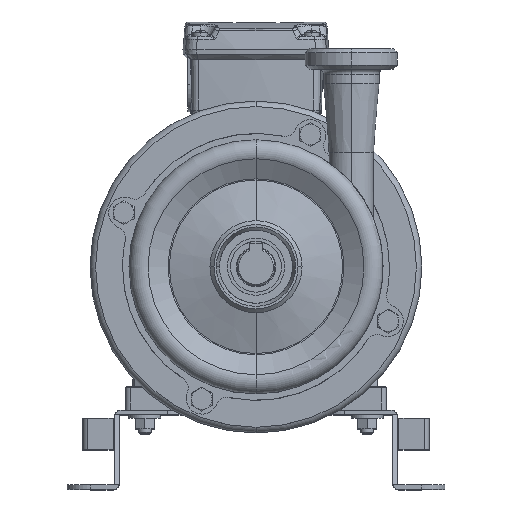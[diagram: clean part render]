
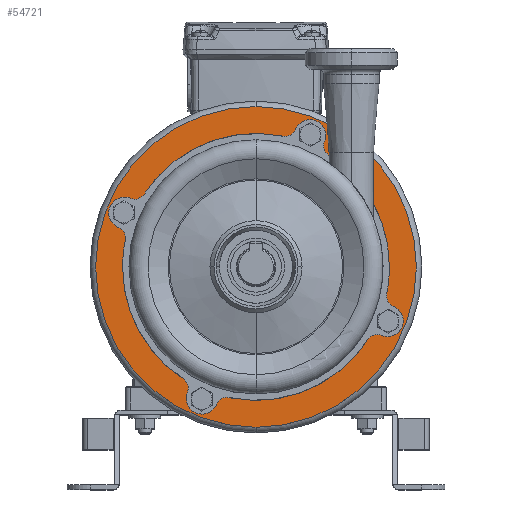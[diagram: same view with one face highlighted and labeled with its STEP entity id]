
A CAD part, top view. The second image highlights one B-rep face of the part: STEP entity #54721.
In plain terms, the highlighted planar face has unit normal (0, 0, 1).
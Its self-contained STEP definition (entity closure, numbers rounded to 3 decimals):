
#1060 = AXIS2_PLACEMENT_3D ( 'NONE', #40263, #3225, #46529 ) ;
#1259 = DIRECTION ( 'NONE',  ( 0., 0., 1. ) ) ;
#2298 = AXIS2_PLACEMENT_3D ( 'NONE', #41854, #4791, #48087 ) ;
#3225 = DIRECTION ( 'NONE',  ( 0., 0., 1. ) ) ;
#3627 = ORIENTED_EDGE ( 'NONE', *, *, #7854, .F. ) ;
#4791 = DIRECTION ( 'NONE',  ( 0., 0., 1. ) ) ;
#5365 = CARTESIAN_POINT ( 'NONE',  ( 34.151, 83.269, 7.2 ) ) ;
#6483 = AXIS2_PLACEMENT_3D ( 'NONE', #34175, #77406, #40374 ) ;
#6793 = CARTESIAN_POINT ( 'NONE',  ( 83.269, -34.151, 7.2 ) ) ;
#6815 = ORIENTED_EDGE ( 'NONE', *, *, #42915, .F. ) ;
#7844 = CARTESIAN_POINT ( 'NONE',  ( 0., 0., 7.2 ) ) ;
#7854 = EDGE_CURVE ( 'NONE', #70560, #63912, #33915, .T. ) ;
#9014 = DIRECTION ( 'NONE',  ( 0., 0., 1. ) ) ;
#9276 = EDGE_CURVE ( 'NONE', #22879, #32922, #63724, .T. ) ;
#10284 = CARTESIAN_POINT ( 'NONE',  ( 83.5, 0., 7.2 ) ) ;
#10637 = ORIENTED_EDGE ( 'NONE', *, *, #54360, .F. ) ;
#11255 = PLANE ( 'NONE',  #25411 ) ;
#11472 = EDGE_LOOP ( 'NONE', ( #6815, #40283 ) ) ;
#11609 = DIRECTION ( 'NONE',  ( 1., 0., 0. ) ) ;
#11676 = CARTESIAN_POINT ( 'NONE',  ( 78.269, -34.151, 7.2 ) ) ;
#13027 = DIRECTION ( 'NONE',  ( 1., 0., 0. ) ) ;
#13763 = DIRECTION ( 'NONE',  ( 0., 0., 1. ) ) ;
#13884 = AXIS2_PLACEMENT_3D ( 'NONE', #64392, #27343, #70594 ) ;
#14084 = DIRECTION ( 'NONE',  ( 1., 0., 0. ) ) ;
#14166 = ORIENTED_EDGE ( 'NONE', *, *, #35442, .F. ) ;
#16482 = AXIS2_PLACEMENT_3D ( 'NONE', #5365, #48674, #11609 ) ;
#18604 = AXIS2_PLACEMENT_3D ( 'NONE', #46104, #9014, #52319 ) ;
#19554 = DIRECTION ( 'NONE',  ( 0., 0., 1. ) ) ;
#22228 = FACE_BOUND ( 'NONE', #25935, .T. ) ;
#22879 = VERTEX_POINT ( 'NONE', #65326 ) ;
#23685 = DIRECTION ( 'NONE',  ( 0., 0., 1. ) ) ;
#24471 = CARTESIAN_POINT ( 'NONE',  ( -78.269, 34.151, 7.2 ) ) ;
#24878 = VERTEX_POINT ( 'NONE', #10284 ) ;
#25411 = AXIS2_PLACEMENT_3D ( 'NONE', #60732, #23685, #66952 ) ;
#25746 = AXIS2_PLACEMENT_3D ( 'NONE', #7844, #51152, #14084 ) ;
#25935 = EDGE_LOOP ( 'NONE', ( #61816, #49783 ) ) ;
#26661 = CIRCLE ( 'NONE', #42096, 5. ) ;
#26725 = AXIS2_PLACEMENT_3D ( 'NONE', #38286, #1259, #44535 ) ;
#27343 = DIRECTION ( 'NONE',  ( 0., 0., 1. ) ) ;
#27871 = AXIS2_PLACEMENT_3D ( 'NONE', #36859, #80141, #43086 ) ;
#28278 = EDGE_LOOP ( 'NONE', ( #49906, #14166 ) ) ;
#29973 = ORIENTED_EDGE ( 'NONE', *, *, #44027, .F. ) ;
#31590 = CARTESIAN_POINT ( 'NONE',  ( -88.269, 34.151, 7.2 ) ) ;
#32922 = VERTEX_POINT ( 'NONE', #55849 ) ;
#33346 = VERTEX_POINT ( 'NONE', #11676 ) ;
#33442 = EDGE_CURVE ( 'NONE', #77649, #33346, #26661, .T. ) ;
#33915 = CIRCLE ( 'NONE', #18604, 5. ) ;
#34175 = CARTESIAN_POINT ( 'NONE',  ( 0., 0., 7.2 ) ) ;
#35223 = EDGE_CURVE ( 'NONE', #75586, #24878, #67603, .T. ) ;
#35442 = EDGE_CURVE ( 'NONE', #44425, #57140, #64672, .T. ) ;
#36717 = FACE_OUTER_BOUND ( 'NONE', #37601, .T. ) ;
#36859 = CARTESIAN_POINT ( 'NONE',  ( 83.269, -34.151, 7.2 ) ) ;
#37601 = EDGE_LOOP ( 'NONE', ( #49164, #50963 ) ) ;
#38286 = CARTESIAN_POINT ( 'NONE',  ( 34.151, 83.269, 7.2 ) ) ;
#38695 = FACE_BOUND ( 'NONE', #43264, .T. ) ;
#39144 = CARTESIAN_POINT ( 'NONE',  ( -29.151, -83.269, 7.2 ) ) ;
#40263 = CARTESIAN_POINT ( 'NONE',  ( 0., 0., 7.2 ) ) ;
#40283 = ORIENTED_EDGE ( 'NONE', *, *, #35223, .F. ) ;
#40374 = DIRECTION ( 'NONE',  ( 1., 0., 0. ) ) ;
#40692 = CIRCLE ( 'NONE', #6483, 83.5 ) ;
#41854 = CARTESIAN_POINT ( 'NONE',  ( 0., 0., 7.2 ) ) ;
#42096 = AXIS2_PLACEMENT_3D ( 'NONE', #6793, #50110, #13027 ) ;
#42902 = AXIS2_PLACEMENT_3D ( 'NONE', #56610, #19554, #62787 ) ;
#42915 = EDGE_CURVE ( 'NONE', #24878, #75586, #40692, .T. ) ;
#43086 = DIRECTION ( 'NONE',  ( 1., 0., 0. ) ) ;
#43232 = CARTESIAN_POINT ( 'NONE',  ( 29.151, 83.269, 7.2 ) ) ;
#43264 = EDGE_LOOP ( 'NONE', ( #29973, #3627 ) ) ;
#43343 = CIRCLE ( 'NONE', #25746, 101. ) ;
#44027 = EDGE_CURVE ( 'NONE', #63912, #70560, #54221, .T. ) ;
#44269 = EDGE_CURVE ( 'NONE', #57140, #44425, #57111, .T. ) ;
#44425 = VERTEX_POINT ( 'NONE', #43232 ) ;
#44535 = DIRECTION ( 'NONE',  ( 1., 0., 0. ) ) ;
#46104 = CARTESIAN_POINT ( 'NONE',  ( -83.269, 34.151, 7.2 ) ) ;
#46529 = DIRECTION ( 'NONE',  ( 1., 0., 0. ) ) ;
#48087 = DIRECTION ( 'NONE',  ( 1., 0., 0. ) ) ;
#48674 = DIRECTION ( 'NONE',  ( 0., 0., 1. ) ) ;
#49164 = ORIENTED_EDGE ( 'NONE', *, *, #69175, .T. ) ;
#49783 = ORIENTED_EDGE ( 'NONE', *, *, #70108, .F. ) ;
#49906 = ORIENTED_EDGE ( 'NONE', *, *, #44269, .F. ) ;
#50110 = DIRECTION ( 'NONE',  ( 0., 0., 1. ) ) ;
#50835 = CARTESIAN_POINT ( 'NONE',  ( -34.151, -83.269, 7.2 ) ) ;
#50963 = ORIENTED_EDGE ( 'NONE', *, *, #9276, .T. ) ;
#51152 = DIRECTION ( 'NONE',  ( 0., 0., 1. ) ) ;
#52319 = DIRECTION ( 'NONE',  ( 1., 0., 0. ) ) ;
#53193 = FACE_BOUND ( 'NONE', #11472, .T. ) ;
#54221 = CIRCLE ( 'NONE', #13884, 5. ) ;
#54360 = EDGE_CURVE ( 'NONE', #76132, #63562, #60015, .T. ) ;
#54721 = ADVANCED_FACE ( 'NONE', ( #55163, #22228, #38695, #69630, #53193, #36717 ), #11255, .T. ) ;
#55163 = FACE_BOUND ( 'NONE', #76407, .T. ) ;
#55849 = CARTESIAN_POINT ( 'NONE',  ( -101., 0., 7.2 ) ) ;
#56610 = CARTESIAN_POINT ( 'NONE',  ( -34.151, -83.269, 7.2 ) ) ;
#57044 = DIRECTION ( 'NONE',  ( 1., 0., 0. ) ) ;
#57111 = CIRCLE ( 'NONE', #16482, 5. ) ;
#57140 = VERTEX_POINT ( 'NONE', #59460 ) ;
#59460 = CARTESIAN_POINT ( 'NONE',  ( 39.151, 83.269, 7.2 ) ) ;
#60015 = CIRCLE ( 'NONE', #64692, 5. ) ;
#60732 = CARTESIAN_POINT ( 'NONE',  ( 0., 0., 7.2 ) ) ;
#61816 = ORIENTED_EDGE ( 'NONE', *, *, #33442, .F. ) ;
#62248 = EDGE_CURVE ( 'NONE', #63562, #76132, #68685, .T. ) ;
#62787 = DIRECTION ( 'NONE',  ( 1., 0., 0. ) ) ;
#63562 = VERTEX_POINT ( 'NONE', #39144 ) ;
#63724 = CIRCLE ( 'NONE', #1060, 101. ) ;
#63912 = VERTEX_POINT ( 'NONE', #24471 ) ;
#64392 = CARTESIAN_POINT ( 'NONE',  ( -83.269, 34.151, 7.2 ) ) ;
#64672 = CIRCLE ( 'NONE', #26725, 5. ) ;
#64692 = AXIS2_PLACEMENT_3D ( 'NONE', #50835, #13763, #57044 ) ;
#65326 = CARTESIAN_POINT ( 'NONE',  ( 101., 0., 7.2 ) ) ;
#66021 = ORIENTED_EDGE ( 'NONE', *, *, #62248, .F. ) ;
#66952 = DIRECTION ( 'NONE',  ( 1., 0., 0. ) ) ;
#67603 = CIRCLE ( 'NONE', #2298, 83.5 ) ;
#68486 = CIRCLE ( 'NONE', #27871, 5. ) ;
#68685 = CIRCLE ( 'NONE', #42902, 5. ) ;
#69005 = CARTESIAN_POINT ( 'NONE',  ( -39.151, -83.269, 7.2 ) ) ;
#69087 = CARTESIAN_POINT ( 'NONE',  ( -83.5, 0., 7.2 ) ) ;
#69175 = EDGE_CURVE ( 'NONE', #32922, #22879, #43343, .T. ) ;
#69630 = FACE_BOUND ( 'NONE', #28278, .T. ) ;
#70108 = EDGE_CURVE ( 'NONE', #33346, #77649, #68486, .T. ) ;
#70560 = VERTEX_POINT ( 'NONE', #31590 ) ;
#70594 = DIRECTION ( 'NONE',  ( 1., 0., 0. ) ) ;
#73399 = CARTESIAN_POINT ( 'NONE',  ( 88.269, -34.151, 7.2 ) ) ;
#75586 = VERTEX_POINT ( 'NONE', #69087 ) ;
#76132 = VERTEX_POINT ( 'NONE', #69005 ) ;
#76407 = EDGE_LOOP ( 'NONE', ( #66021, #10637 ) ) ;
#77406 = DIRECTION ( 'NONE',  ( 0., 0., 1. ) ) ;
#77649 = VERTEX_POINT ( 'NONE', #73399 ) ;
#80141 = DIRECTION ( 'NONE',  ( 0., 0., 1. ) ) ;
